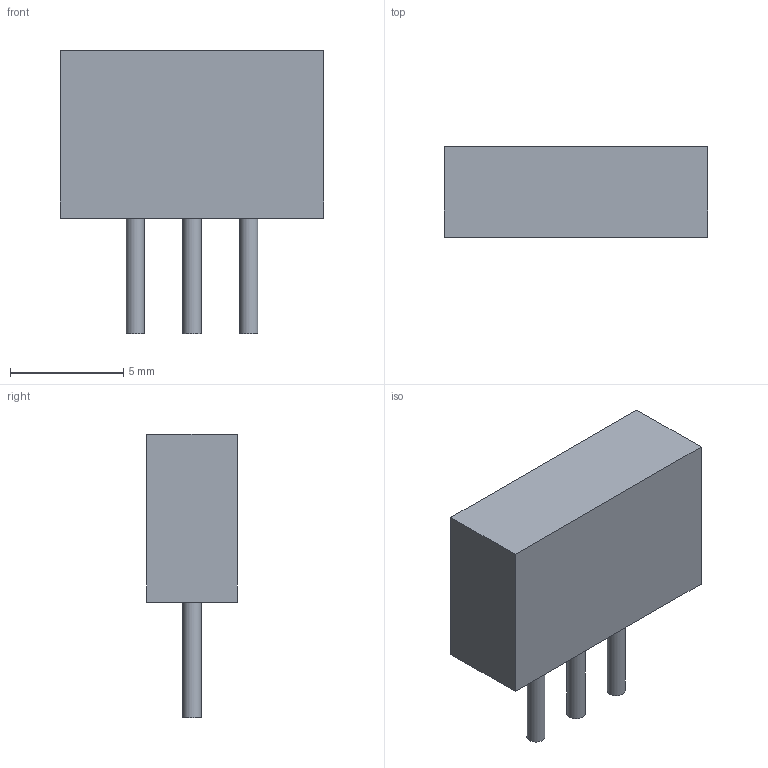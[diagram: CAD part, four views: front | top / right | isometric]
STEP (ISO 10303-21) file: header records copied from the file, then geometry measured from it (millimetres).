
FILE_DESCRIPTION(('FreeCAD Model'),'2;1');
FILE_NAME('12863335.1.7.stp','2020-09-17T09:17:47',( 'Author'),(''),'Open CASCADE STEP processor 6.9','FreeCAD','Unknown' );
FILE_SCHEMA(('AUTOMOTIVE_DESIGN { 1 0 10303 214 1 1 1 1 }'));
Length unit declared in the file: millimetre
Products named in the file (3): ASSEMBLY; Body; Leads
Assembly tree (4 placements, depth 2):
  ASSEMBLY
    Body
    Leads  x3
Bounding box: 11.6 x 4 x 12.5 mm (x, y, z)
Volume: 366.4 mm3; surface area: 448.1 mm2
Topology: 10 solids, 10 shells, 33 faces, 39 edges, 26 vertices
Faces by surface type: plane 24, cylinder 9
Full cylindrical faces by diameter (mm): 0.8 x9
Entity records: 690 total; most frequent: DIRECTION 109, CARTESIAN_POINT 97, LINE 51, VECTOR 51, ORIENTED_EDGE 42, PCURVE 42, DEFINITIONAL_REPRESENTATION 42, AXIS2_PLACEMENT_3D 26
